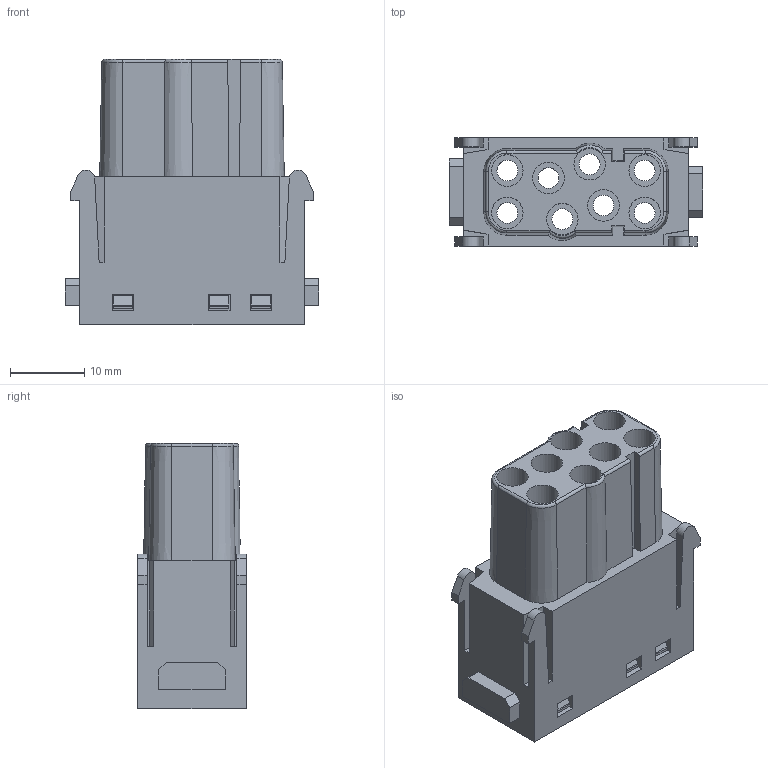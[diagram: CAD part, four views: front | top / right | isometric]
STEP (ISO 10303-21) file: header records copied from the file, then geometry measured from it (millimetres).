
FILE_DESCRIPTION(/* description */ (''),/* implementation_level */ '2;1');
FILE_NAME(/* name */ 'HMEE-008-FC.stp',/* time_stamp */ '2023-03-07T10:13:55+08:00',/* author */ (''),/* organization */ (''),/* preprocessor_version */ 'ST-DEVELOPER v16',/* originating_system */ 'SIEMENS PLM Software NX 10.0',/* authorisation */ '');
FILE_SCHEMA (('AUTOMOTIVE_DESIGN { 1 0 10303 214 3 1 1 1 }'));
Length unit declared in the file: millimetre
Products named in the file (1): Admi33E800084m0r
Bounding box: 34.2 x 14.6 x 35.7 mm (x, y, z)
Volume: 7106.2 mm3; surface area: 10815.5 mm2
Topology: 1 solids, 4 shells, 390 faces, 1055 edges, 690 vertices
Faces by surface type: plane 247, cylinder 89, torus 32, cone 22
Full cylindrical faces by diameter (mm): 1.2 x2, 1.5 x1, 2.8 x8, 4.25 x8, 4.85 x8
Entity records: 12512 total; most frequent: CARTESIAN_POINT 2769, ORIENTED_EDGE 2024, DIRECTION 1972, EDGE_CURVE 1012, AXIS2_PLACEMENT_3D 677, VERTEX_POINT 674, LINE 618, VECTOR 618
